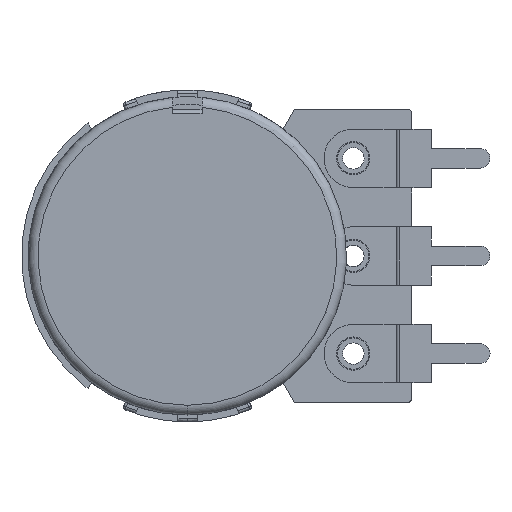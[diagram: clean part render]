
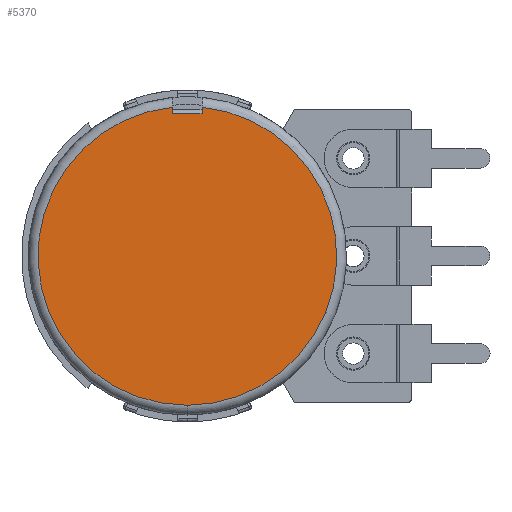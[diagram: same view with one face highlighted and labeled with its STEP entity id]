
A CAD part, left-side view. The second image highlights one B-rep face of the part: STEP entity #5370.
In plain terms, the highlighted planar face has unit normal (-1, 0, 0).
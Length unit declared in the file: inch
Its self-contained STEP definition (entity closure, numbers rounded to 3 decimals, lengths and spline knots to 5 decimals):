
#921 = DIRECTION ( 'NONE',  ( 0., 0., 1. ) ) ;
#1481 = VECTOR ( 'NONE', #15380, 39.37008 ) ;
#1891 = FACE_OUTER_BOUND ( 'NONE', #12409, .T. ) ;
#2092 = CARTESIAN_POINT ( 'NONE',  ( -0.6638, -0.17064, 0.9286 ) ) ;
#2131 = VECTOR ( 'NONE', #23618, 39.37008 ) ;
#3933 = DIRECTION ( 'NONE',  ( 1., 0., 0. ) ) ;
#4650 = CARTESIAN_POINT ( 'NONE',  ( -0.6638, -0.14111, 0.64173 ) ) ;
#4992 = LINE ( 'NONE', #9088, #2131 ) ;
#5370 = ADVANCED_FACE ( 'NONE', ( #1891 ), #22685, .F. ) ;
#6296 = DIRECTION ( 'NONE',  ( 1., 0., 0. ) ) ;
#6492 = CIRCLE ( 'NONE', #13891, 0.30118 ) ;
#7053 = CARTESIAN_POINT ( 'NONE',  ( -0.6638, -0.97652, 0.9286 ) ) ;
#8071 = VERTEX_POINT ( 'NONE', #2092 ) ;
#8689 = LINE ( 'NONE', #7053, #1481 ) ;
#9043 = DIRECTION ( 'NONE',  ( 0., 0., -1. ) ) ;
#9088 = CARTESIAN_POINT ( 'NONE',  ( -0.6638, -0.11159, 1.31836 ) ) ;
#9205 = VERTEX_POINT ( 'NONE', #17284 ) ;
#9252 = LINE ( 'NONE', #15399, #11198 ) ;
#9358 = CARTESIAN_POINT ( 'NONE',  ( -0.6638, -0.17064, 0.94146 ) ) ;
#10021 = AXIS2_PLACEMENT_3D ( 'NONE', #4650, #6296, #10668 ) ;
#10668 = DIRECTION ( 'NONE',  ( 0., 0., -1. ) ) ;
#11198 = VECTOR ( 'NONE', #921, 39.37008 ) ;
#11536 = EDGE_CURVE ( 'NONE', #23389, #8071, #8689, .T. ) ;
#12270 = DIRECTION ( 'NONE',  ( 0., 0., -1. ) ) ;
#12409 = EDGE_LOOP ( 'NONE', ( #25580, #15146, #25168, #18323, #25754 ) ) ;
#13508 = AXIS2_PLACEMENT_3D ( 'NONE', #22549, #3933, #12270 ) ;
#13520 = CARTESIAN_POINT ( 'NONE',  ( -0.6638, -0.11159, 0.9286 ) ) ;
#13891 = AXIS2_PLACEMENT_3D ( 'NONE', #23974, #24243, #9043 ) ;
#15146 = ORIENTED_EDGE ( 'NONE', *, *, #21089, .F. ) ;
#15254 = VERTEX_POINT ( 'NONE', #9358 ) ;
#15380 = DIRECTION ( 'NONE',  ( 0., -1., 0. ) ) ;
#15399 = CARTESIAN_POINT ( 'NONE',  ( -0.6638, -0.17064, 1.31836 ) ) ;
#17284 = CARTESIAN_POINT ( 'NONE',  ( -0.6638, -0.14111, 0.34055 ) ) ;
#17608 = EDGE_CURVE ( 'NONE', #9205, #20127, #6492, .T. ) ;
#18323 = ORIENTED_EDGE ( 'NONE', *, *, #22066, .F. ) ;
#18405 = EDGE_CURVE ( 'NONE', #8071, #15254, #9252, .T. ) ;
#18768 = CIRCLE ( 'NONE', #10021, 0.30118 ) ;
#20127 = VERTEX_POINT ( 'NONE', #22231 ) ;
#21089 = EDGE_CURVE ( 'NONE', #20127, #23389, #4992, .T. ) ;
#22066 = EDGE_CURVE ( 'NONE', #15254, #9205, #18768, .T. ) ;
#22231 = CARTESIAN_POINT ( 'NONE',  ( -0.6638, -0.11159, 0.94146 ) ) ;
#22549 = CARTESIAN_POINT ( 'NONE',  ( -0.6638, -0.97652, 1.31836 ) ) ;
#22685 = PLANE ( 'NONE',  #13508 ) ;
#23389 = VERTEX_POINT ( 'NONE', #13520 ) ;
#23618 = DIRECTION ( 'NONE',  ( 0., 0., -1. ) ) ;
#23974 = CARTESIAN_POINT ( 'NONE',  ( -0.6638, -0.14111, 0.64173 ) ) ;
#24243 = DIRECTION ( 'NONE',  ( 1., 0., 0. ) ) ;
#25168 = ORIENTED_EDGE ( 'NONE', *, *, #17608, .F. ) ;
#25580 = ORIENTED_EDGE ( 'NONE', *, *, #11536, .F. ) ;
#25754 = ORIENTED_EDGE ( 'NONE', *, *, #18405, .F. ) ;
